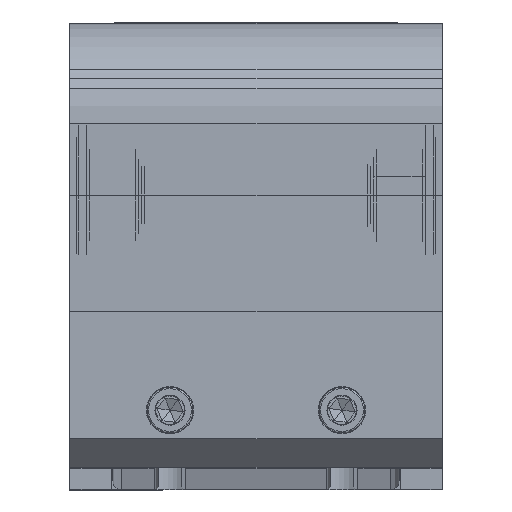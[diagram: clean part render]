
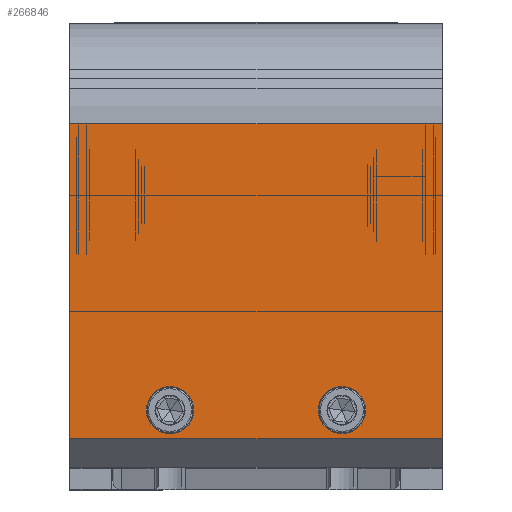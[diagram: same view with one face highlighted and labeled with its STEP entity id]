
A CAD part, top view. The second image highlights one B-rep face of the part: STEP entity #266846.
In plain terms, the highlighted planar face has unit normal (0, 0, 1).
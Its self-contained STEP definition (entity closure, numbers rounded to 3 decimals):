
#406 = AXIS2_PLACEMENT_3D ( 'NONE', #31375, #200228, #115894 ) ;
#2397 = CARTESIAN_POINT ( 'NONE',  ( 208.467, 307.762, 762.525 ) ) ;
#11627 = DIRECTION ( 'NONE',  ( 0., 0., 1. ) ) ;
#19776 = PLANE ( 'NONE',  #39671 ) ;
#19897 = AXIS2_PLACEMENT_3D ( 'NONE', #183110, #151378, #124955 ) ;
#19980 = CARTESIAN_POINT ( 'NONE',  ( 105.217, 207.762, 762.525 ) ) ;
#25320 = DIRECTION ( 'NONE',  ( -1., 0., 0. ) ) ;
#31375 = CARTESIAN_POINT ( 'NONE',  ( 113.467, 207.762, 762.525 ) ) ;
#32579 = LINE ( 'NONE', #311857, #356294 ) ;
#39671 = AXIS2_PLACEMENT_3D ( 'NONE', #162487, #362577, #25320 ) ;
#40801 = CARTESIAN_POINT ( 'NONE',  ( 78.467, 197.762, 762.525 ) ) ;
#42121 = CIRCLE ( 'NONE', #406, 8.25 ) ;
#43035 = ORIENTED_EDGE ( 'NONE', *, *, #177166, .T. ) ;
#47154 = CARTESIAN_POINT ( 'NONE',  ( 173.467, 207.762, 762.525 ) ) ;
#47284 = EDGE_CURVE ( 'NONE', #212309, #98347, #267664, .T. ) ;
#49900 = CIRCLE ( 'NONE', #19897, 8.25 ) ;
#51972 = AXIS2_PLACEMENT_3D ( 'NONE', #55170, #201408, #343674 ) ;
#55170 = CARTESIAN_POINT ( 'NONE',  ( 113.467, 207.762, 762.525 ) ) ;
#55217 = DIRECTION ( 'NONE',  ( -1., 0., 0. ) ) ;
#63460 = DIRECTION ( 'NONE',  ( 0., -1., 0. ) ) ;
#63529 = DIRECTION ( 'NONE',  ( 0., -1., 0. ) ) ;
#69380 = VERTEX_POINT ( 'NONE', #19980 ) ;
#73995 = EDGE_LOOP ( 'NONE', ( #127803, #112147 ) ) ;
#82129 = EDGE_CURVE ( 'NONE', #341848, #238754, #292095, .T. ) ;
#98347 = VERTEX_POINT ( 'NONE', #282190 ) ;
#99745 = LINE ( 'NONE', #322687, #111476 ) ;
#111476 = VECTOR ( 'NONE', #294641, 1000. ) ;
#112147 = ORIENTED_EDGE ( 'NONE', *, *, #274345, .F. ) ;
#115641 = CARTESIAN_POINT ( 'NONE',  ( 78.467, 307.762, 762.525 ) ) ;
#115894 = DIRECTION ( 'NONE',  ( 1., 0., 0. ) ) ;
#124955 = DIRECTION ( 'NONE',  ( 1., 0., 0. ) ) ;
#127803 = ORIENTED_EDGE ( 'NONE', *, *, #161510, .F. ) ;
#140552 = CARTESIAN_POINT ( 'NONE',  ( 181.717, 207.762, 762.525 ) ) ;
#151378 = DIRECTION ( 'NONE',  ( 0., 0., 1. ) ) ;
#154280 = VERTEX_POINT ( 'NONE', #140552 ) ;
#154344 = DIRECTION ( 'NONE',  ( 1., 0., 0. ) ) ;
#161510 = EDGE_CURVE ( 'NONE', #357276, #69380, #42121, .T. ) ;
#162487 = CARTESIAN_POINT ( 'NONE',  ( 208.467, 197.762, 762.525 ) ) ;
#166191 = FACE_BOUND ( 'NONE', #73995, .T. ) ;
#171088 = CIRCLE ( 'NONE', #302416, 8.25 ) ;
#176476 = CARTESIAN_POINT ( 'NONE',  ( 165.217, 207.762, 762.525 ) ) ;
#177166 = EDGE_CURVE ( 'NONE', #341848, #212309, #32579, .T. ) ;
#183110 = CARTESIAN_POINT ( 'NONE',  ( 173.467, 207.762, 762.525 ) ) ;
#188409 = EDGE_LOOP ( 'NONE', ( #252249, #292038, #271108, #43035 ) ) ;
#189103 = VECTOR ( 'NONE', #63529, 1000. ) ;
#189707 = CIRCLE ( 'NONE', #51972, 8.25 ) ;
#190572 = FACE_OUTER_BOUND ( 'NONE', #188409, .T. ) ;
#191740 = ORIENTED_EDGE ( 'NONE', *, *, #272796, .F. ) ;
#200228 = DIRECTION ( 'NONE',  ( 0., 0., 1. ) ) ;
#201408 = DIRECTION ( 'NONE',  ( 0., 0., 1. ) ) ;
#212309 = VERTEX_POINT ( 'NONE', #115641 ) ;
#227183 = EDGE_CURVE ( 'NONE', #261904, #154280, #49900, .T. ) ;
#232304 = CARTESIAN_POINT ( 'NONE',  ( 208.467, 197.762, 762.525 ) ) ;
#238754 = VERTEX_POINT ( 'NONE', #246854 ) ;
#246854 = CARTESIAN_POINT ( 'NONE',  ( 208.467, 197.762, 762.525 ) ) ;
#249408 = EDGE_LOOP ( 'NONE', ( #191740, #294800 ) ) ;
#252249 = ORIENTED_EDGE ( 'NONE', *, *, #47284, .T. ) ;
#254050 = FACE_BOUND ( 'NONE', #249408, .T. ) ;
#261904 = VERTEX_POINT ( 'NONE', #176476 ) ;
#266846 = ADVANCED_FACE ( 'NONE', ( #166191, #254050, #190572 ), #19776, .F. ) ;
#267664 = LINE ( 'NONE', #40801, #356532 ) ;
#271108 = ORIENTED_EDGE ( 'NONE', *, *, #82129, .F. ) ;
#272796 = EDGE_CURVE ( 'NONE', #154280, #261904, #171088, .T. ) ;
#274345 = EDGE_CURVE ( 'NONE', #69380, #357276, #189707, .T. ) ;
#282190 = CARTESIAN_POINT ( 'NONE',  ( 78.467, 197.762, 762.525 ) ) ;
#292038 = ORIENTED_EDGE ( 'NONE', *, *, #353411, .F. ) ;
#292095 = LINE ( 'NONE', #232304, #189103 ) ;
#294641 = DIRECTION ( 'NONE',  ( -1., 0., 0. ) ) ;
#294800 = ORIENTED_EDGE ( 'NONE', *, *, #227183, .F. ) ;
#302416 = AXIS2_PLACEMENT_3D ( 'NONE', #47154, #11627, #154344 ) ;
#311857 = CARTESIAN_POINT ( 'NONE',  ( 208.467, 307.762, 762.525 ) ) ;
#322687 = CARTESIAN_POINT ( 'NONE',  ( 208.467, 197.762, 762.525 ) ) ;
#341848 = VERTEX_POINT ( 'NONE', #2397 ) ;
#343674 = DIRECTION ( 'NONE',  ( 1., 0., 0. ) ) ;
#345769 = CARTESIAN_POINT ( 'NONE',  ( 121.717, 207.762, 762.525 ) ) ;
#353411 = EDGE_CURVE ( 'NONE', #238754, #98347, #99745, .T. ) ;
#356294 = VECTOR ( 'NONE', #55217, 1000. ) ;
#356532 = VECTOR ( 'NONE', #63460, 1000. ) ;
#357276 = VERTEX_POINT ( 'NONE', #345769 ) ;
#362577 = DIRECTION ( 'NONE',  ( 0., 0., -1. ) ) ;
